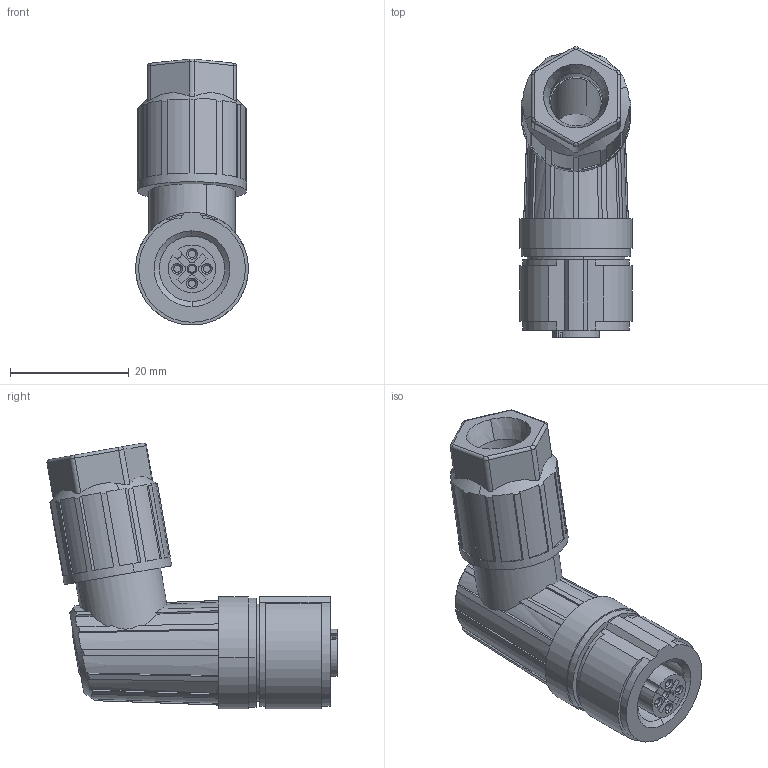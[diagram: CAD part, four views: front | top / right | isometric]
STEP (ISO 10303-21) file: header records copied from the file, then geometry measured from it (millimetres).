
FILE_DESCRIPTION(('Creo Elements/Direct Modeling STEP Export'),'2;1');
FILE_NAME('model.stp','2017-12-21T16:56:20',(''),(''),'Creo Elements/Direct Modeling STEP processor for AP214 (Solid Model)','Creo Elements/Direct Modeling 18.1I 14-Aug-2016 (C) Parametric Technology GmbH','');
FILE_SCHEMA(('AUTOMOTIVE_DESIGN { 1 0 10303 214 1 1 1 1 }'));
Length unit declared in the file: millimetre
Products named in the file (2): SACC...FR_4...M-select
Assembly tree (1 placements, depth 2):
  SACC...FR_4...M-select
    SACC...FR_4...M-select
Bounding box: 18.98 x 48.88 x 44.81 mm (x, y, z)
Volume: 13454.1 mm3; surface area: 6516.9 mm2
Topology: 1 solids, 1 shells, 233 faces, 630 edges, 414 vertices
Faces by surface type: plane 105, cylinder 58, cone 52, bspline 12, torus 6
Entity records: 13962 total; most frequent: CARTESIAN_POINT 6625, ORIENTED_EDGE 1260, DIRECTION 883, EDGE_CURVE 630, VERTEX_POINT 414, AXIS2_PLACEMENT_3D 322, EDGE_LOOP 248, VECTOR 239
